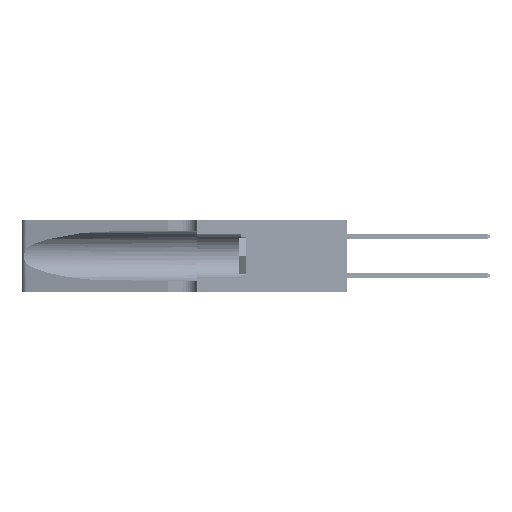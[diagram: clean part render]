
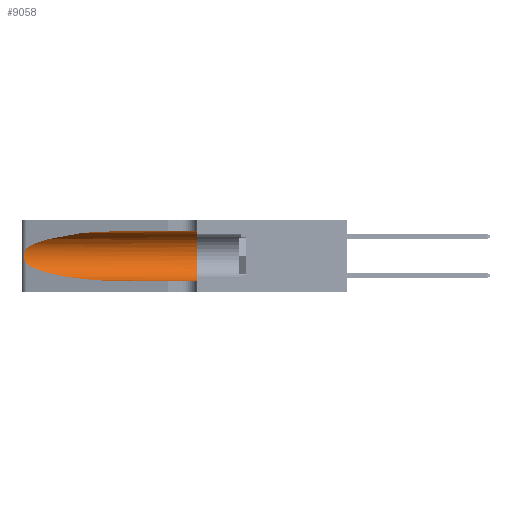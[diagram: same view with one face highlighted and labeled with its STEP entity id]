
A CAD part, left-side view. The second image highlights one B-rep face of the part: STEP entity #9058.
In plain terms, the highlighted cylindrical face has radius 3.308 mm (diameter 6.617 mm), a partial arc.
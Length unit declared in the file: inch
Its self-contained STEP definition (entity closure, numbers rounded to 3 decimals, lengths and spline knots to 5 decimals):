
#213 = CARTESIAN_POINT ( 'NONE',  ( 0.1305, 0.35, 0.05475 ) ) ;
#1127 = CARTESIAN_POINT ( 'NONE',  ( 0.25487, 1.22718, 0.22369 ) ) ;
#1609 = FACE_OUTER_BOUND ( 'NONE', #18604, .T. ) ;
#2155 = B_SPLINE_CURVE_WITH_KNOTS ( 'NONE', 3,
 ( #21745, #13511, #14063, #51140, #9670, #13876, #43109, #18100, #17923, #47296, #47098, #38548, #43298, #47472 ),
 .UNSPECIFIED., .F., .F.,
 ( 4, 2, 2, 2, 2, 2, 4 ),
 ( 0., 0.00027, 0.00053, 0.00107, 0.0016, 0.00187, 0.00214 ),
 .UNSPECIFIED. ) ;
#2895 = VERTEX_POINT ( 'NONE', #48684 ) ;
#4564 = CARTESIAN_POINT ( 'NONE',  ( 0.1305, 0.72297, 0.05475 ) ) ;
#5401 = DIRECTION ( 'NONE',  ( 0., -1., 0. ) ) ;
#5908 = EDGE_CURVE ( 'NONE', #44356, #19850, #26313, .T. ) ;
#5945 = VECTOR ( 'NONE', #45570, 39.37008 ) ;
#6191 = CARTESIAN_POINT ( 'NONE',  ( 0.1305, 0.72297, 0.31525 ) ) ;
#7684 = CARTESIAN_POINT ( 'NONE',  ( 0.1305, 0.35, 0.185 ) ) ;
#8594 = VERTEX_POINT ( 'NONE', #6191 ) ;
#9058 = ADVANCED_FACE ( 'NONE', ( #1609 ), #34251, .F. ) ;
#9670 = CARTESIAN_POINT ( 'NONE',  ( 0.25854, 1.2359, 0.20912 ) ) ;
#10852 = EDGE_CURVE ( 'NONE', #19850, #29994, #22289, .T. ) ;
#12656 = CARTESIAN_POINT ( 'NONE',  ( 0.25487, 1.22718, 0.14631 ) ) ;
#12771 = ORIENTED_EDGE ( 'NONE', *, *, #5908, .T. ) ;
#12826 = CARTESIAN_POINT ( 'NONE',  ( 0.18966, 0.96281, 0.05475 ) ) ;
#13511 = CARTESIAN_POINT ( 'NONE',  ( 0.25555, 1.22994, 0.2215 ) ) ;
#13643 = LINE ( 'NONE', #47923, #17585 ) ;
#13876 = CARTESIAN_POINT ( 'NONE',  ( 0.26018, 1.23835, 0.19895 ) ) ;
#14063 = CARTESIAN_POINT ( 'NONE',  ( 0.25639, 1.23184, 0.21858 ) ) ;
#15458 = ORIENTED_EDGE ( 'NONE', *, *, #48164, .T. ) ;
#17052 = CARTESIAN_POINT ( 'NONE',  ( 0.2373, 1.15595, 0.08982 ) ) ;
#17585 = VECTOR ( 'NONE', #47744, 39.37008 ) ;
#17923 = CARTESIAN_POINT ( 'NONE',  ( 0.26017, 1.23833, 0.17102 ) ) ;
#18100 = CARTESIAN_POINT ( 'NONE',  ( 0.26075, 1.23896, 0.178 ) ) ;
#18604 = EDGE_LOOP ( 'NONE', ( #15458, #25706, #12771, #50543, #28259, #28058 ) ) ;
#19850 = VERTEX_POINT ( 'NONE', #4564 ) ;
#21745 = CARTESIAN_POINT ( 'NONE',  ( 0.25487, 1.22718, 0.22369 ) ) ;
#22289 = LINE ( 'NONE', #37013, #5945 ) ;
#25706 = ORIENTED_EDGE ( 'NONE', *, *, #46941, .T. ) ;
#26313 =( BOUNDED_CURVE ( )  B_SPLINE_CURVE ( 3, ( #12656, #17052, #12826, #29085 ),
 .UNSPECIFIED., .F., .T. ) 
 B_SPLINE_CURVE_WITH_KNOTS ( ( 4, 4 ),
 ( 3.44316, 4.71239 ),
 .UNSPECIFIED. ) 
 CURVE ( )  GEOMETRIC_REPRESENTATION_ITEM ( )  RATIONAL_B_SPLINE_CURVE ( ( 1., 0.87, 0.87, 1. ) ) 
 REPRESENTATION_ITEM ( '' )  );
#26940 = CARTESIAN_POINT ( 'NONE',  ( 0.1305, 0.35, 0.31525 ) ) ;
#28058 = ORIENTED_EDGE ( 'NONE', *, *, #39465, .F. ) ;
#28259 = ORIENTED_EDGE ( 'NONE', *, *, #40189, .F. ) ;
#28872 = AXIS2_PLACEMENT_3D ( 'NONE', #7684, #32718, #40392 ) ;
#29085 = CARTESIAN_POINT ( 'NONE',  ( 0.1305, 0.72297, 0.05475 ) ) ;
#29994 = VERTEX_POINT ( 'NONE', #213 ) ;
#32718 = DIRECTION ( 'NONE',  ( 0., 1., 0. ) ) ;
#34223 = CARTESIAN_POINT ( 'NONE',  ( 0.25487, 1.22718, 0.14631 ) ) ;
#34251 = CYLINDRICAL_SURFACE ( 'NONE', #48847, 0.13025 ) ;
#34554 = CARTESIAN_POINT ( 'NONE',  ( 0.1305, 0.72297, 0.31525 ) ) ;
#34772 = DIRECTION ( 'NONE',  ( 0., 0., -1. ) ) ;
#37013 = CARTESIAN_POINT ( 'NONE',  ( 0.1305, 1.61858, 0.05475 ) ) ;
#38548 = CARTESIAN_POINT ( 'NONE',  ( 0.25639, 1.23186, 0.15144 ) ) ;
#39349 =( BOUNDED_CURVE ( )  B_SPLINE_CURVE ( 3, ( #34554, #42449, #42272, #1127 ),
 .UNSPECIFIED., .F., .F. ) 
 B_SPLINE_CURVE_WITH_KNOTS ( ( 4, 4 ),
 ( 1.5708, 2.84003 ),
 .UNSPECIFIED. ) 
 CURVE ( )  GEOMETRIC_REPRESENTATION_ITEM ( )  RATIONAL_B_SPLINE_CURVE ( ( 1., 0.87, 0.87, 1. ) ) 
 REPRESENTATION_ITEM ( '' )  );
#39465 = EDGE_CURVE ( 'NONE', #8594, #53722, #13643, .T. ) ;
#40189 = EDGE_CURVE ( 'NONE', #53722, #29994, #42334, .T. ) ;
#40392 = DIRECTION ( 'NONE',  ( 0., 0., 1. ) ) ;
#42272 = CARTESIAN_POINT ( 'NONE',  ( 0.2373, 1.15595, 0.28018 ) ) ;
#42334 = CIRCLE ( 'NONE', #28872, 0.13025 ) ;
#42449 = CARTESIAN_POINT ( 'NONE',  ( 0.18966, 0.96281, 0.31525 ) ) ;
#43109 = CARTESIAN_POINT ( 'NONE',  ( 0.26075, 1.23896, 0.19203 ) ) ;
#43298 = CARTESIAN_POINT ( 'NONE',  ( 0.25555, 1.22993, 0.14849 ) ) ;
#44356 = VERTEX_POINT ( 'NONE', #34223 ) ;
#45570 = DIRECTION ( 'NONE',  ( 0., -1., 0. ) ) ;
#46941 = EDGE_CURVE ( 'NONE', #2895, #44356, #2155, .T. ) ;
#47098 = CARTESIAN_POINT ( 'NONE',  ( 0.25789, 1.23486, 0.15765 ) ) ;
#47296 = CARTESIAN_POINT ( 'NONE',  ( 0.25856, 1.23593, 0.16098 ) ) ;
#47472 = CARTESIAN_POINT ( 'NONE',  ( 0.25487, 1.22718, 0.14631 ) ) ;
#47744 = DIRECTION ( 'NONE',  ( 0., -1., 0. ) ) ;
#47923 = CARTESIAN_POINT ( 'NONE',  ( 0.1305, 1.61858, 0.31525 ) ) ;
#48164 = EDGE_CURVE ( 'NONE', #8594, #2895, #39349, .T. ) ;
#48684 = CARTESIAN_POINT ( 'NONE',  ( 0.25487, 1.22718, 0.22369 ) ) ;
#48847 = AXIS2_PLACEMENT_3D ( 'NONE', #51773, #5401, #34772 ) ;
#50543 = ORIENTED_EDGE ( 'NONE', *, *, #10852, .T. ) ;
#51140 = CARTESIAN_POINT ( 'NONE',  ( 0.25787, 1.23484, 0.2124 ) ) ;
#51773 = CARTESIAN_POINT ( 'NONE',  ( 0.1305, 1.61858, 0.185 ) ) ;
#53722 = VERTEX_POINT ( 'NONE', #26940 ) ;
